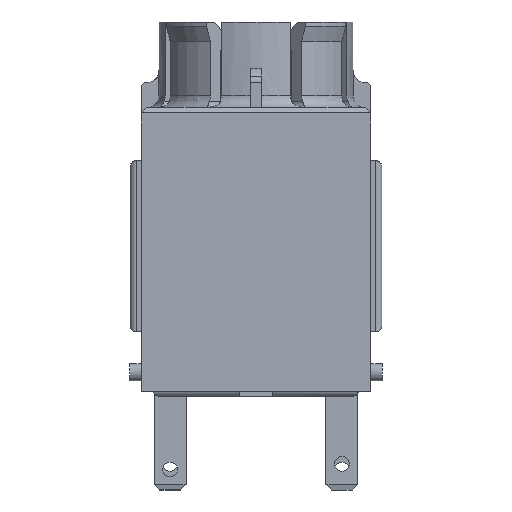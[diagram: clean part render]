
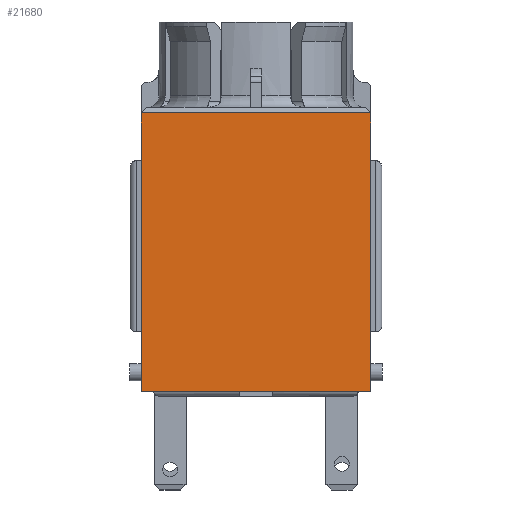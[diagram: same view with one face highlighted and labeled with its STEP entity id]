
A CAD part, left-side view. The second image highlights one B-rep face of the part: STEP entity #21680.
In plain terms, the highlighted planar face has unit normal (-1, 0, 0).
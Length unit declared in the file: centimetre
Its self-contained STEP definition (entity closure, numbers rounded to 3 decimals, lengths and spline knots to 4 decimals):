
#827=FACE_OUTER_BOUND('',#1988,.T.);
#1988=EDGE_LOOP('',(#15727,#15728,#15729,#15730,#15731,#15732));
#3292=LINE('',#30565,#6195);
#3468=LINE('',#31980,#6371);
#3469=LINE('',#31982,#6372);
#3475=LINE('',#32006,#6378);
#3476=LINE('',#32007,#6379);
#3500=LINE('',#32120,#6403);
#6195=VECTOR('',#24787,2.02);
#6371=VECTOR('',#25375,0.169);
#6372=VECTOR('',#25376,2.281);
#6378=VECTOR('',#25400,2.281);
#6379=VECTOR('',#25401,0.169);
#6403=VECTOR('',#25483,2.02);
#9018=VERTEX_POINT('',#30561);
#9020=VERTEX_POINT('',#30564);
#9235=VERTEX_POINT('',#31967);
#9240=VERTEX_POINT('',#31981);
#9245=VERTEX_POINT('',#31995);
#9249=VERTEX_POINT('',#32004);
#11301=EDGE_CURVE('',#9020,#9018,#3292,.T.);
#11655=EDGE_CURVE('',#9235,#9020,#3468,.T.);
#11656=EDGE_CURVE('',#9240,#9235,#3469,.T.);
#11666=EDGE_CURVE('',#9245,#9249,#3475,.T.);
#11667=EDGE_CURVE('',#9018,#9245,#3476,.T.);
#11702=EDGE_CURVE('',#9240,#9249,#3500,.T.);
#15727=ORIENTED_EDGE('',*,*,#11702,.F.);
#15728=ORIENTED_EDGE('',*,*,#11656,.T.);
#15729=ORIENTED_EDGE('',*,*,#11655,.T.);
#15730=ORIENTED_EDGE('',*,*,#11301,.T.);
#15731=ORIENTED_EDGE('',*,*,#11667,.T.);
#15732=ORIENTED_EDGE('',*,*,#11666,.T.);
#20565=PLANE('',#22974);
#21680=ADVANCED_FACE('',(#827),#20565,.T.);
#22974=AXIS2_PLACEMENT_3D('',#32121,#25484,#25485);
#24787=DIRECTION('',(0.,-1.,0.));
#25375=DIRECTION('',(0.,0.,-1.));
#25376=DIRECTION('',(0.,0.,-1.));
#25400=DIRECTION('',(0.,0.,1.));
#25401=DIRECTION('',(0.,0.,1.));
#25483=DIRECTION('',(0.,-1.,0.));
#25484=DIRECTION('center_axis',(-1.,0.,0.));
#25485=DIRECTION('ref_axis',(0.,0.,-1.));
#30561=CARTESIAN_POINT('',(-1.11,-1.01,0.04));
#30564=CARTESIAN_POINT('',(-1.11,1.01,0.04));
#30565=CARTESIAN_POINT('',(-1.11,1.01,0.04));
#31967=CARTESIAN_POINT('',(-1.11,1.01,0.209));
#31980=CARTESIAN_POINT('',(-1.11,1.01,2.39));
#31981=CARTESIAN_POINT('',(-1.11,1.01,2.49));
#31982=CARTESIAN_POINT('',(-1.11,1.01,2.39));
#31995=CARTESIAN_POINT('',(-1.11,-1.01,0.209));
#32004=CARTESIAN_POINT('',(-1.11,-1.01,2.49));
#32006=CARTESIAN_POINT('',(-1.11,-1.01,2.39));
#32007=CARTESIAN_POINT('',(-1.11,-1.01,2.39));
#32120=CARTESIAN_POINT('',(-1.11,0.505,2.49));
#32121=CARTESIAN_POINT('Origin',(-1.11,1.01,2.39));
